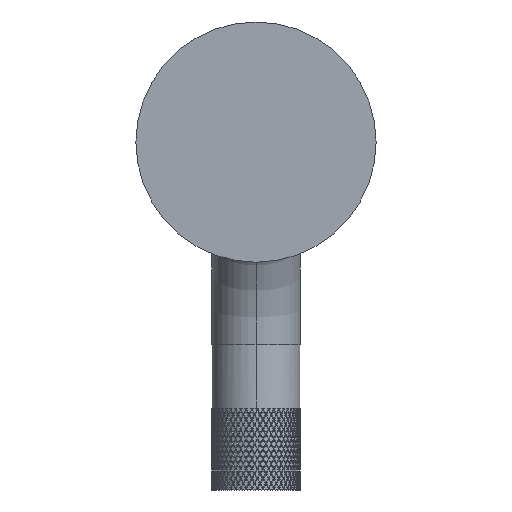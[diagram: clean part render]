
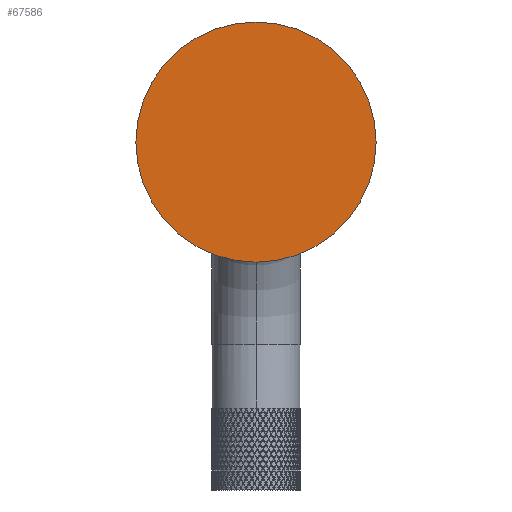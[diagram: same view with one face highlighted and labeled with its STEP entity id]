
A CAD part, front view. The second image highlights one B-rep face of the part: STEP entity #67586.
In plain terms, the highlighted planar face has unit normal (0, -1, 0).
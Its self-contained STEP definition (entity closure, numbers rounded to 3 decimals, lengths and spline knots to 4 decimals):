
#2=CARTESIAN_POINT('',(0.,0.,0.));
#3=DIRECTION('',(0.,-1.,0.));
#4=DIRECTION('',(1.,0.,0.));
#5=AXIS2_PLACEMENT_3D('',#2,#3,#4);
#25=CARTESIAN_POINT('',(0.,0.,0.));
#26=DIRECTION('',(0.,1.,0.));
#27=DIRECTION('',(1.,0.,0.));
#28=AXIS2_PLACEMENT_3D('',#25,#26,#27);
#62486=CARTESIAN_POINT('',(1.1875,0.,0.));
#62487=CARTESIAN_POINT('',(-1.1875,0.,0.));
#62488=VERTEX_POINT('',#62486);
#62489=VERTEX_POINT('',#62487);
#67575=CARTESIAN_POINT('',(0.,0.,0.));
#67576=DIRECTION('',(0.,-1.,0.));
#67577=DIRECTION('',(-1.,0.,0.));
#67578=AXIS2_PLACEMENT_3D('',#67575,#67576,#67577);
#67579=PLANE('',#67578);
#67581=ORIENTED_EDGE('',*,*,#67580,.F.);
#67583=ORIENTED_EDGE('',*,*,#67582,.T.);
#67584=EDGE_LOOP('',(#67581,#67583));
#67585=FACE_OUTER_BOUND('',#67584,.F.);
#67586=ADVANCED_FACE('',(#67585),#67579,.T.);
#6=CIRCLE('',#5,1.1875);
#29=CIRCLE('',#28,1.1875);
#67580=EDGE_CURVE('',#62488,#62489,#6,.T.);
#67582=EDGE_CURVE('',#62488,#62489,#29,.T.);
